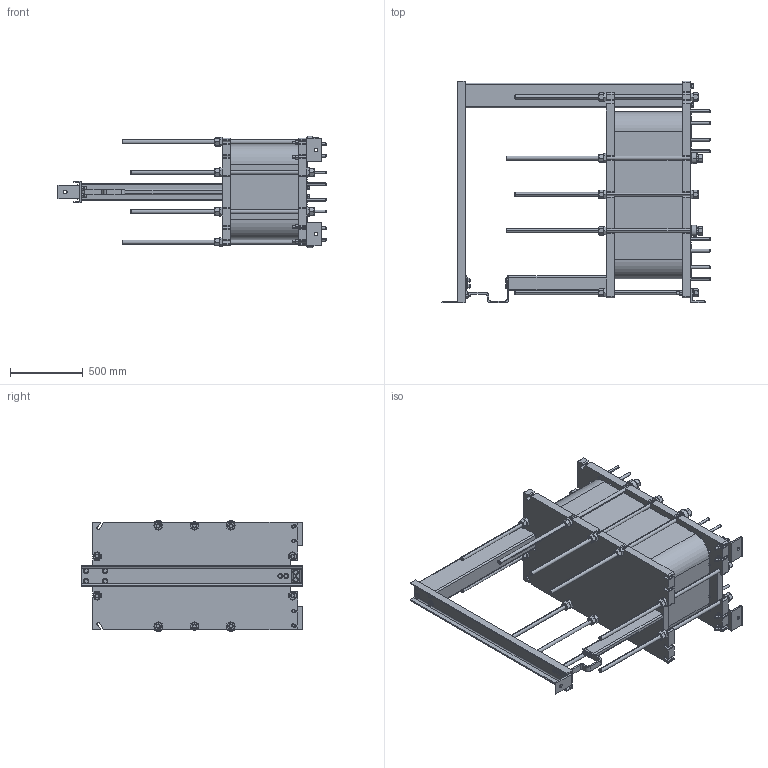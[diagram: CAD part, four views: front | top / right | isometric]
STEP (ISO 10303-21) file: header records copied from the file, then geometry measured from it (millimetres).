
FILE_DESCRIPTION (( 'STEP AP203' ), '1' );
FILE_NAME ('TK20-BWFG.STEP', '2021-04-08T16:51:16', ( '' ), ( '' ), 'SwSTEP 2.0', 'SolidWorks 2020', '' );
FILE_SCHEMA (( 'CONFIG_CONTROL_DESIGN' ));
Length unit declared in the file: millimetre
Products named in the file (33): hex nut_ai_HNUT 0.7500-16-B-N; Parafuso 3-4X150 TK20-BWFG; Bucha TK20-BWFG; hex nut_ai_HNUT 0.6250-18-D-N; Conjunto Paraf. Curto TK20-BWFG; Cantoneira TK20-BWFG; Conjunto Paraf. Longo TK20-BWFG; TK20-BWFG; flat washer type a narrow_ai_Preferred Narrow FW 0.75; Contraporca TK20-BWFG; hex bolt_ai_HBOLT 0.7500-16x4.5x1.75-N; Cantoneira2 TK20-BWFG; Placa Fixa TK20-BWFG; Placas TK20-BWFG; Parafuso M30 TK20-BWFG; hex bolt_ai_HBOLT 0.6250-18x2x1.5-N; hex nut heavy_a_B18.2.4.6M - Heavy hex nut,  M30 x 3.5 --W-N; Chapa Apoio TK20-BWFG; Parafuso M30 TK20-BWFG_Curto; Placa Movel TK20-BWFG; flat washer type a narrow_ai_Preferred Narrow FW 0.625; Travessa Superior TK20-BWFG; Travessa Inferior TK20-BWFG; Perfil U TK20-BWFG; hex bolt_ai_HBOLT 0.7500-16x2.5x1.75-N
Assembly tree (154 placements, depth 3):
  TK20-BWFG
    Cantoneira TK20-BWFG  x2
    Cantoneira2 TK20-BWFG
    Perfil U TK20-BWFG
    Placa Fixa TK20-BWFG
    Travessa Superior TK20-BWFG
    Placas TK20-BWFG
    Placa Movel TK20-BWFG
    Travessa Inferior TK20-BWFG
    Chapa Apoio TK20-BWFG
    Parafuso 3-4X150 TK20-BWFG  x32
    Conjunto Paraf. Longo TK20-BWFG
      Parafuso M30 TK20-BWFG
      Bucha TK20-BWFG
      hex nut heavy_a_B18.2.4.6M - Heavy hex nut,  M30 x 3.5 --W-N  x2
      Contraporca TK20-BWFG
    Conjunto Paraf. Longo TK20-BWFG
      Parafuso M30 TK20-BWFG
      Bucha TK20-BWFG
      hex nut heavy_a_B18.2.4.6M - Heavy hex nut,  M30 x 3.5 --W-N  x2
      Contraporca TK20-BWFG
    Conjunto Paraf. Longo TK20-BWFG
      Parafuso M30 TK20-BWFG
      Bucha TK20-BWFG
      hex nut heavy_a_B18.2.4.6M - Heavy hex nut,  M30 x 3.5 --W-N  x2
      Contraporca TK20-BWFG
    Conjunto Paraf. Longo TK20-BWFG
      Parafuso M30 TK20-BWFG
      Bucha TK20-BWFG
      hex nut heavy_a_B18.2.4.6M - Heavy hex nut,  M30 x 3.5 --W-N  x2
      Contraporca TK20-BWFG
    Conjunto Paraf. Curto TK20-BWFG
      Parafuso M30 TK20-BWFG_Curto
      hex nut heavy_a_B18.2.4.6M - Heavy hex nut,  M30 x 3.5 --W-N  x2
      Contraporca TK20-BWFG  x2
    Conjunto Paraf. Curto TK20-BWFG
      Parafuso M30 TK20-BWFG_Curto
      hex nut heavy_a_B18.2.4.6M - Heavy hex nut,  M30 x 3.5 --W-N  x2
      Contraporca TK20-BWFG  x2
    Conjunto Paraf. Curto TK20-BWFG
      Parafuso M30 TK20-BWFG_Curto
      hex nut heavy_a_B18.2.4.6M - Heavy hex nut,  M30 x 3.5 --W-N  x2
      Contraporca TK20-BWFG  x2
    Conjunto Paraf. Curto TK20-BWFG
      Parafuso M30 TK20-BWFG_Curto
      hex nut heavy_a_B18.2.4.6M - Heavy hex nut,  M30 x 3.5 --W-N  x2
      Contraporca TK20-BWFG  x2
    Conjunto Paraf. Curto TK20-BWFG
      Parafuso M30 TK20-BWFG_Curto
      hex nut heavy_a_B18.2.4.6M - Heavy hex nut,  M30 x 3.5 --W-N  x2
      Contraporca TK20-BWFG  x2
    Conjunto Paraf. Curto TK20-BWFG
      Parafuso M30 TK20-BWFG_Curto
      hex nut heavy_a_B18.2.4.6M - Heavy hex nut,  M30 x 3.5 --W-N  x2
      Contraporca TK20-BWFG  x2
    flat washer type a narrow_ai_Preferred Narrow FW 0.75  x20
    hex bolt_ai_HBOLT 0.7500-16x4.5x1.75-N  x4
    hex nut_ai_HNUT 0.7500-16-B-N  x6
    hex bolt_ai_HBOLT 0.7500-16x2.5x1.75-N  x10
    flat washer type a narrow_ai_Preferred Narrow FW 0.625  x6
Bounding box: 1843 x 1525 x 765 mm (x, y, z)
Volume: 452257709.3 mm3; surface area: 12882115.8 mm2
Topology: 144 solids, 144 shells, 2463 faces, 5495 edges, 3358 vertices
Faces by surface type: plane 1028, cylinder 815, cone 620
Entity records: 31811 total; most frequent: CARTESIAN_POINT 4783, DIRECTION 4658, ORIENTED_EDGE 3964, EDGE_CURVE 1982, AXIS2_PLACEMENT_3D 1825, VERTEX_POINT 1278, VECTOR 1008, LINE 1008
